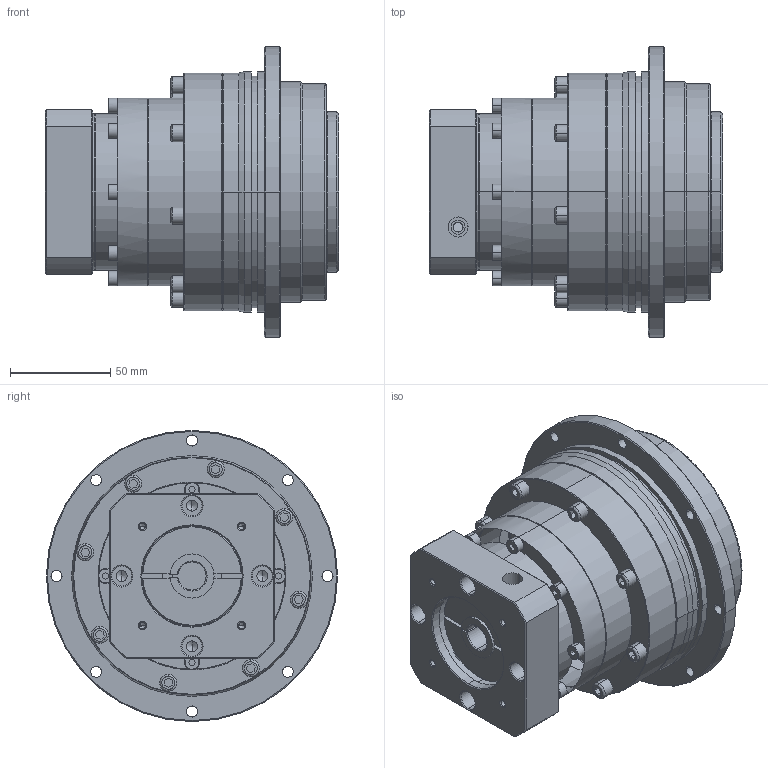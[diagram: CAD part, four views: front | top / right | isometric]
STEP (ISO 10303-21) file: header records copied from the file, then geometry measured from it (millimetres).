
FILE_DESCRIPTION (( 'STEP AP214' ), '1' );
FILE_NAME ('SD110-L2-14-50-70-M4-M5.STEP', '2022-02-19T09:16:31', ( 'admin' ), ( '' ), 'SwSTEP 2.0', 'SolidWorks 2013', '' );
FILE_SCHEMA (( 'AUTOMOTIVE_DESIGN' ));
Length unit declared in the file: millimetre
Products named in the file (5): SD110-L1; PB090-50-70M4; 19_X2_8F6C_X0_14_X2_5957_X0_; PB115-L2; SD110-L2-14-50-70-M4-M5
Assembly tree (4 placements, depth 2):
  SD110-L2-14-50-70-M4-M5
    PB115-L2
    19_X2_8F6C_X0_14_X2_5957_X0_
    PB090-50-70M4
    SD110-L1
Bounding box: 146 x 145 x 145 mm (x, y, z)
Volume: 1183553.7 mm3; surface area: 146326.4 mm2
Topology: 4 solids, 4 shells, 653 faces, 1590 edges, 971 vertices
Faces by surface type: cylinder 240, plane 199, cone 162, bspline 52
Entity records: 27437 total; most frequent: CARTESIAN_POINT 4882, DIRECTION 3331, ORIENTED_EDGE 3036, EDGE_CURVE 1518, AXIS2_PLACEMENT_3D 1301, VERTEX_POINT 968, EDGE_LOOP 786, VECTOR 729
